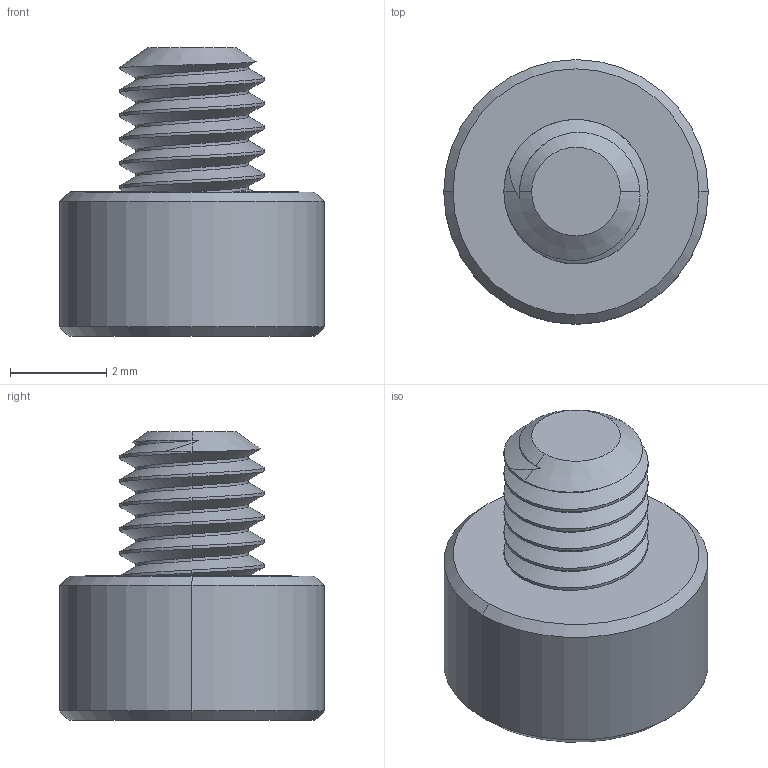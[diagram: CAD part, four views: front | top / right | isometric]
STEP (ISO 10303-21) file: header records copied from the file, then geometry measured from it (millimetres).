
FILE_DESCRIPTION (( 'STEP AP203' ), '1' );
FILE_NAME ('M3 x 0.5mm Thread 3mm_v2LONG SOCKET HEAD CAP SCREW_Default_sldprt.STEP', '2022-09-20T08:33:26', ( '' ), ( '' ), 'SwSTEP 2.0', 'SolidWorks 2020', '' );
FILE_SCHEMA (( 'CONFIG_CONTROL_DESIGN' ));
Length unit declared in the file: millimetre
Products named in the file (1): M3 x 0.5mm Thread 3mm_v2LONG SOCKET HEAD CAP SCREW_Default_sldprt
Bounding box: 5.5 x 5.5 x 6 mm (x, y, z)
Volume: 76.9 mm3; surface area: 151.6 mm2
Topology: 1 solids, 1 shells, 50 faces, 130 edges, 84 vertices
Faces by surface type: cylinder 27, plane 12, cone 9, bspline 2
Entity records: 2283 total; most frequent: CARTESIAN_POINT 1131, ORIENTED_EDGE 260, DIRECTION 190, EDGE_CURVE 130, VERTEX_POINT 84, AXIS2_PLACEMENT_3D 67, VECTOR 56, LINE 56
